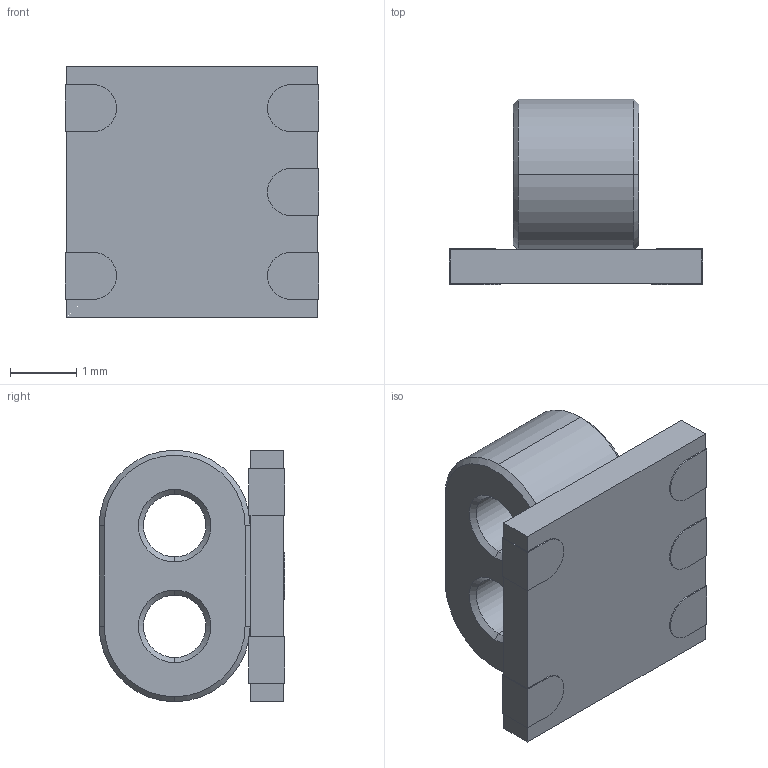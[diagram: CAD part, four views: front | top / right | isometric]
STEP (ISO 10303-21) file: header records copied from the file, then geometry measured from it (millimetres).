
FILE_DESCRIPTION (( 'STEP AP214' ), '1' );
FILE_NAME ('User Library-RF Transformer SMD.STEP', '2020-02-06T10:21:52', ( '' ), ( '' ), 'SwSTEP 2.0', 'SolidWorks 2019', '' );
FILE_SCHEMA (( 'AUTOMOTIVE_DESIGN' ));
Length unit declared in the file: inch
Products named in the file (1): User Library-RF Transformer SMD
Bounding box: 3.85 x 2.81 x 3.81 mm (x, y, z)
Volume: 19.2 mm3; surface area: 92.6 mm2
Topology: 7 solids, 7 shells, 85 faces, 196 edges, 125 vertices
Faces by surface type: plane 59, cone 14, cylinder 12
Entity records: 3358 total; most frequent: CARTESIAN_POINT 407, DIRECTION 407, ORIENTED_EDGE 392, EDGE_CURVE 196, LINE 157, VECTOR 157, VERTEX_POINT 125, AXIS2_PLACEMENT_3D 125
